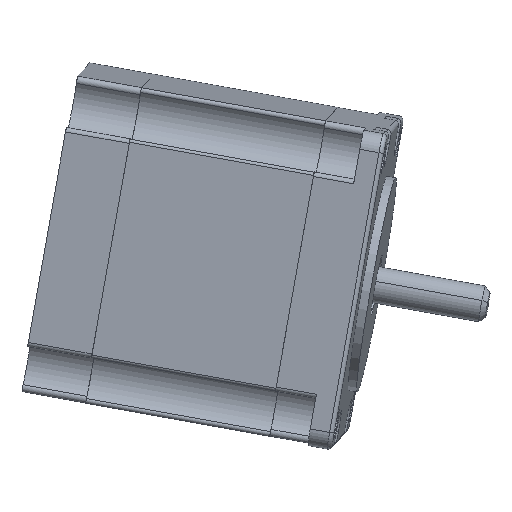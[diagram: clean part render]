
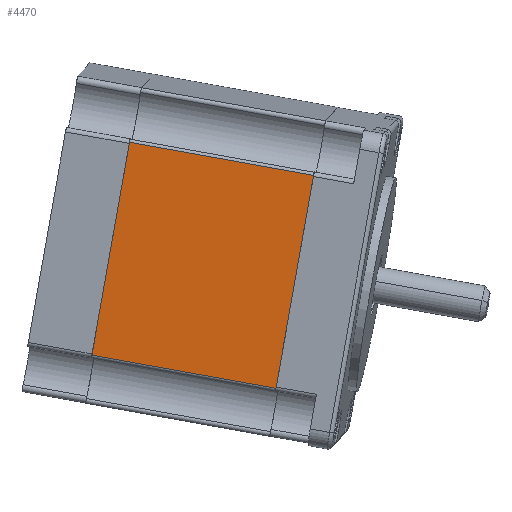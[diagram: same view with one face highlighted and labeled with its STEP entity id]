
A CAD part, front view. The second image highlights one B-rep face of the part: STEP entity #4470.
In plain terms, the highlighted face is planar.
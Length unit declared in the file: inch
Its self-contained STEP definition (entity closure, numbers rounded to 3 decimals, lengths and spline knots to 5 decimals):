
#115 = DIRECTION ( 'NONE',  ( -1., 0., 0. ) ) ;
#215 = VECTOR ( 'NONE', #1547, 39.37008 ) ;
#473 = VERTEX_POINT ( 'NONE', #1778 ) ;
#536 = DIRECTION ( 'NONE',  ( 0., 0., 1. ) ) ;
#698 = CARTESIAN_POINT ( 'NONE',  ( 1.29, -1.105, 0.74653 ) ) ;
#823 = CARTESIAN_POINT ( 'NONE',  ( 1.29, -1.105, 0.74653 ) ) ;
#884 = CARTESIAN_POINT ( 'NONE',  ( 0., -1.105, 0.74653 ) ) ;
#985 = LINE ( 'NONE', #1614, #215 ) ;
#1161 = CARTESIAN_POINT ( 'NONE',  ( 1.29, -1.105, 0.74653 ) ) ;
#1217 = ORIENTED_EDGE ( 'NONE', *, *, #5739, .T. ) ;
#1426 = VERTEX_POINT ( 'NONE', #1997 ) ;
#1547 = DIRECTION ( 'NONE',  ( 0., 0., -1. ) ) ;
#1614 = CARTESIAN_POINT ( 'NONE',  ( 0., -1.105, 0.74653 ) ) ;
#1778 = CARTESIAN_POINT ( 'NONE',  ( 1.29, -1.105, -0.74653 ) ) ;
#1935 = ORIENTED_EDGE ( 'NONE', *, *, #3858, .F. ) ;
#1981 = PLANE ( 'NONE',  #5816 ) ;
#1997 = CARTESIAN_POINT ( 'NONE',  ( 0., -1.105, -0.74653 ) ) ;
#2015 = LINE ( 'NONE', #698, #6021 ) ;
#2972 = ORIENTED_EDGE ( 'NONE', *, *, #4996, .F. ) ;
#2979 = EDGE_CURVE ( 'NONE', #4432, #1426, #985, .T. ) ;
#3080 = DIRECTION ( 'NONE',  ( 0., 0., -1. ) ) ;
#3263 = LINE ( 'NONE', #5587, #3945 ) ;
#3745 = DIRECTION ( 'NONE',  ( -1., 0., 0. ) ) ;
#3758 = ORIENTED_EDGE ( 'NONE', *, *, #2979, .T. ) ;
#3858 = EDGE_CURVE ( 'NONE', #473, #1426, #3263, .T. ) ;
#3945 = VECTOR ( 'NONE', #3745, 39.37008 ) ;
#4309 = VECTOR ( 'NONE', #3080, 39.37008 ) ;
#4365 = FACE_OUTER_BOUND ( 'NONE', #4746, .T. ) ;
#4432 = VERTEX_POINT ( 'NONE', #884 ) ;
#4470 = ADVANCED_FACE ( 'NONE', ( #4365 ), #1981, .F. ) ;
#4746 = EDGE_LOOP ( 'NONE', ( #3758, #1935, #2972, #1217 ) ) ;
#4996 = EDGE_CURVE ( 'NONE', #5399, #473, #5479, .T. ) ;
#5261 = CARTESIAN_POINT ( 'NONE',  ( 1.29, -1.105, 0.74653 ) ) ;
#5399 = VERTEX_POINT ( 'NONE', #823 ) ;
#5479 = LINE ( 'NONE', #1161, #4309 ) ;
#5587 = CARTESIAN_POINT ( 'NONE',  ( 1.29, -1.105, -0.74653 ) ) ;
#5701 = DIRECTION ( 'NONE',  ( 0., 1., 0. ) ) ;
#5739 = EDGE_CURVE ( 'NONE', #5399, #4432, #2015, .T. ) ;
#5816 = AXIS2_PLACEMENT_3D ( 'NONE', #5261, #5701, #536 ) ;
#6021 = VECTOR ( 'NONE', #115, 39.37008 ) ;
